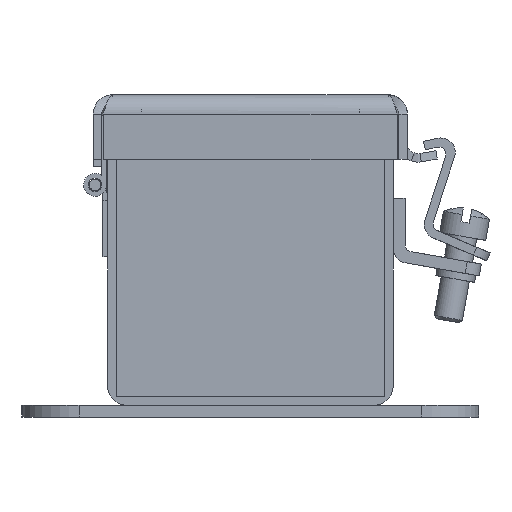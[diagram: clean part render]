
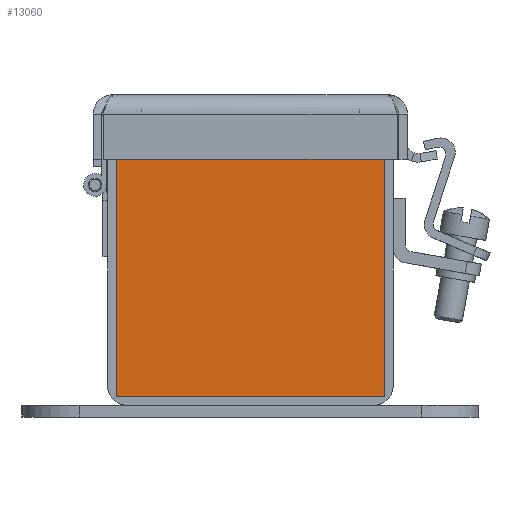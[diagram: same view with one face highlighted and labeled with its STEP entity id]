
A CAD part, left-side view. The second image highlights one B-rep face of the part: STEP entity #13060.
In plain terms, the highlighted planar face has unit normal (-1, 0, 0).
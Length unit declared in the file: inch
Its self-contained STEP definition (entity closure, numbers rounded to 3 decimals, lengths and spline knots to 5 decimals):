
#1157 = CARTESIAN_POINT ( 'NONE',  ( -9., 0., 1.08205 ) ) ;
#1195 = EDGE_LOOP ( 'NONE', ( #16419, #17684, #15840, #20802, #18020, #6928, #10061, #3672, #14781, #21688, #9520, #4339 ) ) ;
#2087 = VECTOR ( 'NONE', #23594, 39.37008 ) ;
#2368 = CARTESIAN_POINT ( 'NONE',  ( -9., -0.6777, 1.176 ) ) ;
#2494 = EDGE_CURVE ( 'NONE', #13685, #22707, #17706, .T. ) ;
#2496 = CARTESIAN_POINT ( 'NONE',  ( -9., 0.6777, 1.08205 ) ) ;
#2802 = CARTESIAN_POINT ( 'NONE',  ( -9., 1.176, -1.176 ) ) ;
#3650 = CARTESIAN_POINT ( 'NONE',  ( -9., 0.6775, 1.08225 ) ) ;
#3672 = ORIENTED_EDGE ( 'NONE', *, *, #11337, .F. ) ;
#3831 = DIRECTION ( 'NONE',  ( 1., 0., 0. ) ) ;
#4084 = VECTOR ( 'NONE', #13076, 39.37008 ) ;
#4339 = ORIENTED_EDGE ( 'NONE', *, *, #13766, .T. ) ;
#4630 = CARTESIAN_POINT ( 'NONE',  ( -9., 0.6777, 1.176 ) ) ;
#4659 = LINE ( 'NONE', #5022, #8083 ) ;
#4924 = CARTESIAN_POINT ( 'NONE',  ( -9., 0., 1.08205 ) ) ;
#5022 = CARTESIAN_POINT ( 'NONE',  ( -9., 1.176, 1.176 ) ) ;
#5282 = FACE_OUTER_BOUND ( 'NONE', #1195, .T. ) ;
#5428 = LINE ( 'NONE', #12801, #12342 ) ;
#5549 = EDGE_CURVE ( 'NONE', #18481, #11573, #10508, .T. ) ;
#5701 = CARTESIAN_POINT ( 'NONE',  ( -9., 0.6775, 0. ) ) ;
#5765 = LINE ( 'NONE', #2368, #12354 ) ;
#6169 = CARTESIAN_POINT ( 'NONE',  ( -9., -0.6777, 1.176 ) ) ;
#6358 = VECTOR ( 'NONE', #14263, 39.37008 ) ;
#6920 = EDGE_CURVE ( 'NONE', #13685, #11573, #7858, .T. ) ;
#6928 = ORIENTED_EDGE ( 'NONE', *, *, #6920, .T. ) ;
#7116 = CARTESIAN_POINT ( 'NONE',  ( -9., -0.6775, 1.08225 ) ) ;
#7325 = AXIS2_PLACEMENT_3D ( 'NONE', #18822, #3831, #18690 ) ;
#7672 = VERTEX_POINT ( 'NONE', #2802 ) ;
#7826 = CARTESIAN_POINT ( 'NONE',  ( -9., -0.6777, 1.08205 ) ) ;
#7858 = LINE ( 'NONE', #2496, #12915 ) ;
#8074 = CARTESIAN_POINT ( 'NONE',  ( -9., -0.6775, 1.08205 ) ) ;
#8083 = VECTOR ( 'NONE', #12493, 39.37008 ) ;
#8409 = CARTESIAN_POINT ( 'NONE',  ( -9., -1.176, -1.176 ) ) ;
#8554 = DIRECTION ( 'NONE',  ( 0., -1., 0. ) ) ;
#8915 = LINE ( 'NONE', #4924, #23522 ) ;
#9520 = ORIENTED_EDGE ( 'NONE', *, *, #13465, .F. ) ;
#9749 = DIRECTION ( 'NONE',  ( 0., 0., -1. ) ) ;
#10061 = ORIENTED_EDGE ( 'NONE', *, *, #5549, .F. ) ;
#10182 = DIRECTION ( 'NONE',  ( 0., -1., 0. ) ) ;
#10508 = LINE ( 'NONE', #14144, #6358 ) ;
#10983 = CARTESIAN_POINT ( 'NONE',  ( -9., -0.6775, 0. ) ) ;
#11337 = EDGE_CURVE ( 'NONE', #7672, #18481, #4659, .T. ) ;
#11440 = VECTOR ( 'NONE', #11893, 39.37008 ) ;
#11573 = VERTEX_POINT ( 'NONE', #4630 ) ;
#11893 = DIRECTION ( 'NONE',  ( 0., 0., -1. ) ) ;
#11941 = EDGE_CURVE ( 'NONE', #12287, #7672, #22367, .T. ) ;
#12013 = CARTESIAN_POINT ( 'NONE',  ( -9., -1.176, -1.176 ) ) ;
#12120 = LINE ( 'NONE', #10983, #2087 ) ;
#12287 = VERTEX_POINT ( 'NONE', #8409 ) ;
#12342 = VECTOR ( 'NONE', #18370, 39.37008 ) ;
#12354 = VECTOR ( 'NONE', #9749, 39.37008 ) ;
#12493 = DIRECTION ( 'NONE',  ( 0., 0., 1. ) ) ;
#12801 = CARTESIAN_POINT ( 'NONE',  ( -9., -1.176, 1.176 ) ) ;
#12915 = VECTOR ( 'NONE', #15200, 39.37008 ) ;
#13032 = EDGE_CURVE ( 'NONE', #15780, #17887, #8915, .T. ) ;
#13058 = DIRECTION ( 'NONE',  ( 0., 1., 0. ) ) ;
#13060 = ADVANCED_FACE ( 'NONE', ( #5282 ), #14470, .F. ) ;
#13076 = DIRECTION ( 'NONE',  ( 0., 0., 1. ) ) ;
#13465 = EDGE_CURVE ( 'NONE', #19039, #17711, #5428, .T. ) ;
#13685 = VERTEX_POINT ( 'NONE', #20181 ) ;
#13766 = EDGE_CURVE ( 'NONE', #19039, #17887, #5765, .T. ) ;
#13814 = CARTESIAN_POINT ( 'NONE',  ( -9., 0., 1.08225 ) ) ;
#13983 = CARTESIAN_POINT ( 'NONE',  ( -9., 1.176, 1.176 ) ) ;
#14144 = CARTESIAN_POINT ( 'NONE',  ( -9., -1.176, 1.176 ) ) ;
#14263 = DIRECTION ( 'NONE',  ( 0., -1., 0. ) ) ;
#14470 = PLANE ( 'NONE',  #7325 ) ;
#14650 = CARTESIAN_POINT ( 'NONE',  ( -9., 0.6775, 1.08205 ) ) ;
#14781 = ORIENTED_EDGE ( 'NONE', *, *, #11941, .F. ) ;
#15200 = DIRECTION ( 'NONE',  ( 0., 0., 1. ) ) ;
#15585 = EDGE_CURVE ( 'NONE', #22707, #23444, #15790, .T. ) ;
#15780 = VERTEX_POINT ( 'NONE', #8074 ) ;
#15790 = LINE ( 'NONE', #5701, #4084 ) ;
#15840 = ORIENTED_EDGE ( 'NONE', *, *, #18958, .F. ) ;
#16419 = ORIENTED_EDGE ( 'NONE', *, *, #13032, .F. ) ;
#17684 = ORIENTED_EDGE ( 'NONE', *, *, #23399, .F. ) ;
#17706 = LINE ( 'NONE', #1157, #18783 ) ;
#17711 = VERTEX_POINT ( 'NONE', #21033 ) ;
#17832 = LINE ( 'NONE', #12013, #11440 ) ;
#17887 = VERTEX_POINT ( 'NONE', #7826 ) ;
#18020 = ORIENTED_EDGE ( 'NONE', *, *, #2494, .F. ) ;
#18268 = VECTOR ( 'NONE', #10182, 39.37008 ) ;
#18370 = DIRECTION ( 'NONE',  ( 0., -1., 0. ) ) ;
#18481 = VERTEX_POINT ( 'NONE', #13983 ) ;
#18690 = DIRECTION ( 'NONE',  ( 0., 1., 0. ) ) ;
#18783 = VECTOR ( 'NONE', #8554, 39.37008 ) ;
#18822 = CARTESIAN_POINT ( 'NONE',  ( -9., 0., 0. ) ) ;
#18958 = EDGE_CURVE ( 'NONE', #23444, #21782, #19618, .T. ) ;
#18969 = CARTESIAN_POINT ( 'NONE',  ( -9., 1.176, -1.176 ) ) ;
#19039 = VERTEX_POINT ( 'NONE', #6169 ) ;
#19618 = LINE ( 'NONE', #13814, #18268 ) ;
#19933 = DIRECTION ( 'NONE',  ( 0., -1., 0. ) ) ;
#20181 = CARTESIAN_POINT ( 'NONE',  ( -9., 0.6777, 1.08205 ) ) ;
#20474 = VECTOR ( 'NONE', #13058, 39.37008 ) ;
#20802 = ORIENTED_EDGE ( 'NONE', *, *, #15585, .F. ) ;
#21033 = CARTESIAN_POINT ( 'NONE',  ( -9., -1.176, 1.176 ) ) ;
#21190 = EDGE_CURVE ( 'NONE', #17711, #12287, #17832, .T. ) ;
#21688 = ORIENTED_EDGE ( 'NONE', *, *, #21190, .F. ) ;
#21782 = VERTEX_POINT ( 'NONE', #7116 ) ;
#22367 = LINE ( 'NONE', #18969, #20474 ) ;
#22707 = VERTEX_POINT ( 'NONE', #14650 ) ;
#23399 = EDGE_CURVE ( 'NONE', #21782, #15780, #12120, .T. ) ;
#23444 = VERTEX_POINT ( 'NONE', #3650 ) ;
#23522 = VECTOR ( 'NONE', #19933, 39.37008 ) ;
#23594 = DIRECTION ( 'NONE',  ( 0., 0., -1. ) ) ;
